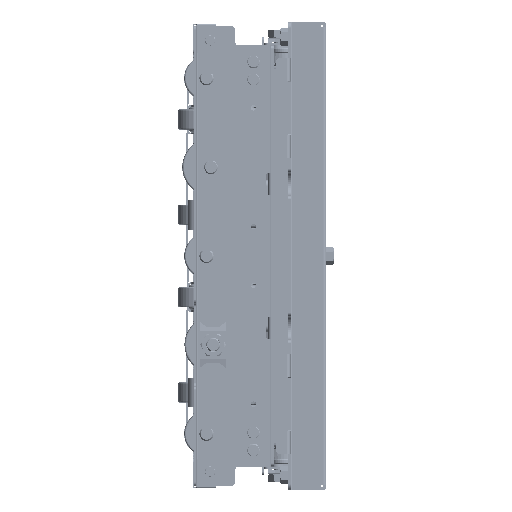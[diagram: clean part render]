
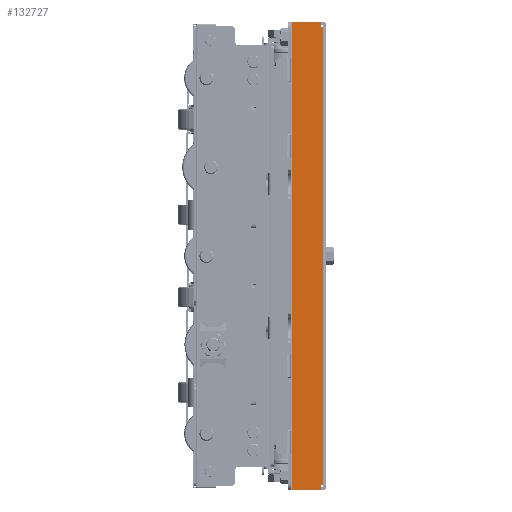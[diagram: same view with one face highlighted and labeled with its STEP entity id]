
A CAD part, left-side view. The second image highlights one B-rep face of the part: STEP entity #132727.
In plain terms, the highlighted planar face has unit normal (-1, 0, 0).
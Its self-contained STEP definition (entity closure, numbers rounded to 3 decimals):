
#2214=PLANE('',#144300);
#8340=LINE('',#214241,#16657);
#8343=LINE('',#214251,#16660);
#8468=LINE('',#214586,#16785);
#8472=LINE('',#214594,#16789);
#8486=LINE('',#214624,#16803);
#8487=LINE('',#214626,#16804);
#8488=LINE('',#214627,#16805);
#8489=LINE('',#214628,#16806);
#16657=VECTOR('',#171294,24.4);
#16660=VECTOR('',#171303,24.4);
#16785=VECTOR('',#171604,2.3);
#16789=VECTOR('',#171612,4.6);
#16803=VECTOR('',#171644,385.8);
#16804=VECTOR('',#171645,2.3);
#16805=VECTOR('',#171646,4.6);
#16806=VECTOR('',#171647,395.);
#32315=FACE_OUTER_BOUND('',#40962,.T.);
#40962=EDGE_LOOP('',(#103819,#103820,#103821,#103822,#103823,#103824,#103825,
#103826));
#62362=VERTEX_POINT('',#214238);
#62363=VERTEX_POINT('',#214240);
#62366=VERTEX_POINT('',#214248);
#62367=VERTEX_POINT('',#214250);
#62488=VERTEX_POINT('',#214583);
#62489=VERTEX_POINT('',#214585);
#62498=VERTEX_POINT('',#214623);
#62499=VERTEX_POINT('',#214625);
#77616=EDGE_CURVE('',#62362,#62363,#8340,.T.);
#77621=EDGE_CURVE('',#62366,#62367,#8343,.T.);
#77792=EDGE_CURVE('',#62489,#62488,#8468,.T.);
#77797=EDGE_CURVE('',#62362,#62489,#8472,.T.);
#77813=EDGE_CURVE('',#62498,#62488,#8486,.T.);
#77814=EDGE_CURVE('',#62498,#62499,#8487,.T.);
#77815=EDGE_CURVE('',#62499,#62367,#8488,.T.);
#77816=EDGE_CURVE('',#62366,#62363,#8489,.T.);
#103819=ORIENTED_EDGE('',*,*,#77797,.T.);
#103820=ORIENTED_EDGE('',*,*,#77792,.T.);
#103821=ORIENTED_EDGE('',*,*,#77813,.F.);
#103822=ORIENTED_EDGE('',*,*,#77814,.T.);
#103823=ORIENTED_EDGE('',*,*,#77815,.T.);
#103824=ORIENTED_EDGE('',*,*,#77621,.F.);
#103825=ORIENTED_EDGE('',*,*,#77816,.T.);
#103826=ORIENTED_EDGE('',*,*,#77616,.F.);
#132727=ADVANCED_FACE('',(#32315),#2214,.T.);
#144300=AXIS2_PLACEMENT_3D('',#214622,#171642,#171643);
#171294=DIRECTION('',(0.,1.,0.));
#171303=DIRECTION('',(0.,-1.,0.));
#171604=DIRECTION('',(0.,-1.,0.));
#171612=DIRECTION('',(0.,0.,1.));
#171642=DIRECTION('center_axis',(-1.,0.,0.));
#171643=DIRECTION('ref_axis',(0.,1.,0.));
#171644=DIRECTION('',(0.,0.,-1.));
#171645=DIRECTION('',(0.,1.,0.));
#171646=DIRECTION('',(0.,0.,1.));
#171647=DIRECTION('',(0.,0.,-1.));
#214238=CARTESIAN_POINT('',(-356.682,98.259,-197.5));
#214240=CARTESIAN_POINT('',(-356.682,122.659,-197.5));
#214241=CARTESIAN_POINT('',(-356.682,122.659,-197.5));
#214248=CARTESIAN_POINT('',(-356.682,122.659,197.5));
#214250=CARTESIAN_POINT('',(-356.682,98.259,197.5));
#214251=CARTESIAN_POINT('',(-356.682,122.659,197.5));
#214583=CARTESIAN_POINT('',(-356.682,95.959,-192.9));
#214585=CARTESIAN_POINT('',(-356.682,98.259,-192.9));
#214586=CARTESIAN_POINT('',(-356.682,96.079,-192.9));
#214594=CARTESIAN_POINT('',(-356.682,98.259,0.));
#214622=CARTESIAN_POINT('Origin',(-356.682,95.959,197.5));
#214623=CARTESIAN_POINT('',(-356.682,95.959,192.9));
#214624=CARTESIAN_POINT('',(-356.682,95.959,197.5));
#214625=CARTESIAN_POINT('',(-356.682,98.259,192.9));
#214626=CARTESIAN_POINT('',(-356.682,96.079,192.9));
#214627=CARTESIAN_POINT('',(-356.682,98.259,197.5));
#214628=CARTESIAN_POINT('',(-356.682,122.659,197.5));
